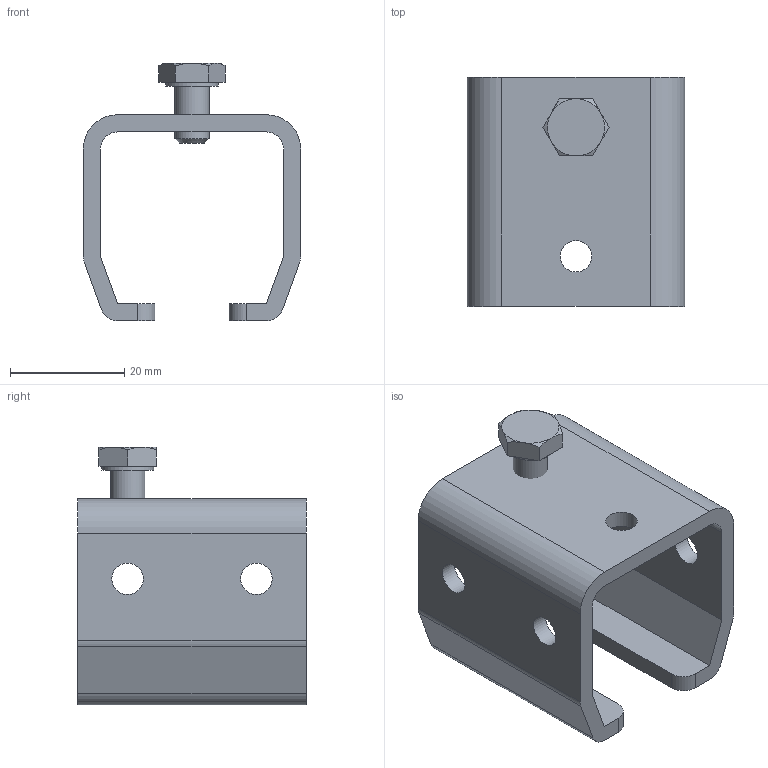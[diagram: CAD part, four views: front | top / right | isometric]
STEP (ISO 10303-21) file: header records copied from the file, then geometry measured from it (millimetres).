
FILE_DESCRIPTION(('STEP AP214'),'1');
FILE_NAME('PMH Svetsmuff 1104.stp','2013-08-16T11:28:56',(' '),(' '),'Spatial InterOp 3D',' ',' ');
FILE_SCHEMA(('automotive_design'));
Length unit declared in the file: millimetre
Products named in the file (3): PMH Kabelskena svetsmuff 1104; NAUO2; NAUO1
Assembly tree (2 placements, depth 2):
  PMH Kabelskena svetsmuff 1104
    NAUO2
    NAUO1
Bounding box: 38 x 40 x 45 mm (x, y, z)
Volume: 13703.1 mm3; surface area: 10426.3 mm2
Topology: 2 solids, 2 shells, 55 faces, 149 edges, 100 vertices
Faces by surface type: plane 28, cylinder 20, cone 7
Full cylindrical faces by diameter (mm): 5.5 x5, 5.6 x1, 6 x1, 9.091 x1
Entity records: 2242 total; most frequent: CARTESIAN_POINT 356, DIRECTION 288, ORIENTED_EDGE 274, EDGE_CURVE 137, AXIS2_PLACEMENT_3D 105, VERTEX_POINT 97, EDGE_LOOP 78, LINE 78
